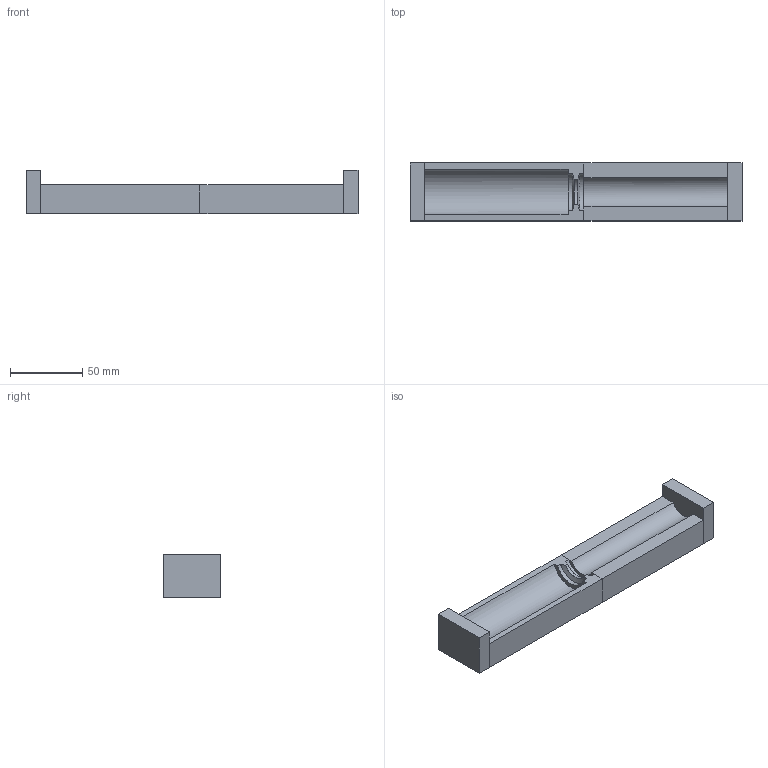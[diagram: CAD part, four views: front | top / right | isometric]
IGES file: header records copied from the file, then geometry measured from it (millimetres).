
Global section: file name: 11H; native system: Rhinoceros ( Jun  6 2003 ); preprocessor: Trout Lake IGES 012 Jun  6 2003; date: 030825.232030; units: millimetre
Bounding box: 229 x 40 x 30 mm (x, y, z)
Surface area: 35763.5 mm2 (no closed solid volume)
Topology: 0 solids, 0 shells, 33 faces, 168 edges, 168 vertices
Faces by surface type: bspline 33
